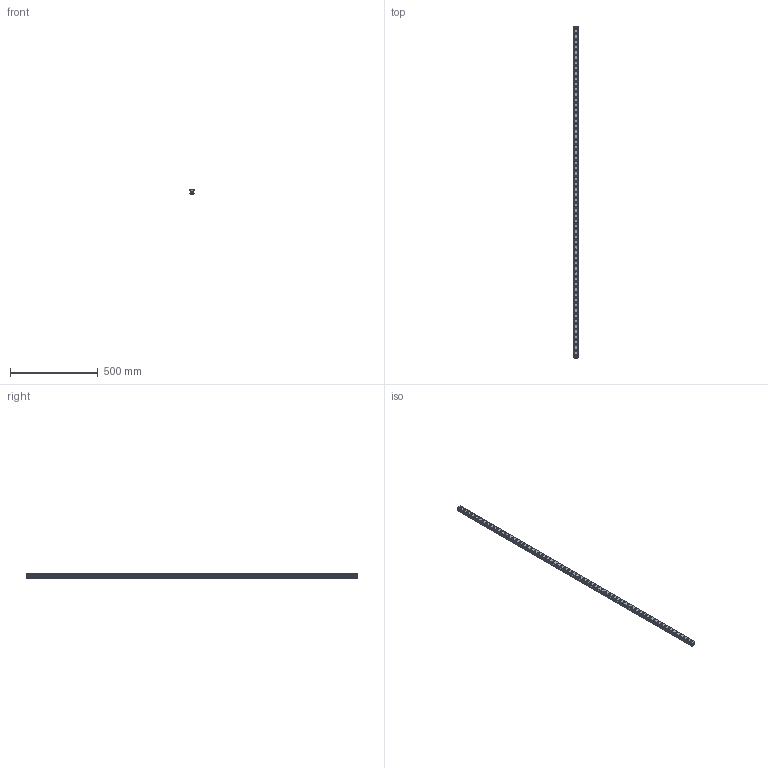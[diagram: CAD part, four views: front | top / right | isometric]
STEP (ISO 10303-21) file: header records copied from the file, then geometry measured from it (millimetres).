
FILE_DESCRIPTION(('STEP AP214'),'1');
FILE_NAME('cctmp_21AE0B14-E3F2-4F3F-BB98-5C4C00D375F8_2021_03_10_17_46_32_0574..stp','2021-03-10T16:46:32',('HIWIN GmbH'),('CADClick - www.CADClick.com'),'Spatial InterOp 3D',' ','unknown authorization');
FILE_SCHEMA(('AUTOMOTIVE_DESIGN'));
Length unit declared in the file: millimetre
Products named in the file (1): RGR25R1890H_FILE
Bounding box: 23 x 1890 x 23.6 mm (x, y, z)
Volume: 757924.3 mm3; surface area: 234862.7 mm2
Topology: 1 solids, 1 shells, 684 faces, 1467 edges, 978 vertices
Faces by surface type: cylinder 396, plane 288
Entity records: 24379 total; most frequent: DIRECTION 3629, CARTESIAN_POINT 3130, ORIENTED_EDGE 2934, AXIS2_PLACEMENT_3D 1477, EDGE_CURVE 1467, VERTEX_POINT 978, EDGE_LOOP 877, CIRCLE 792
